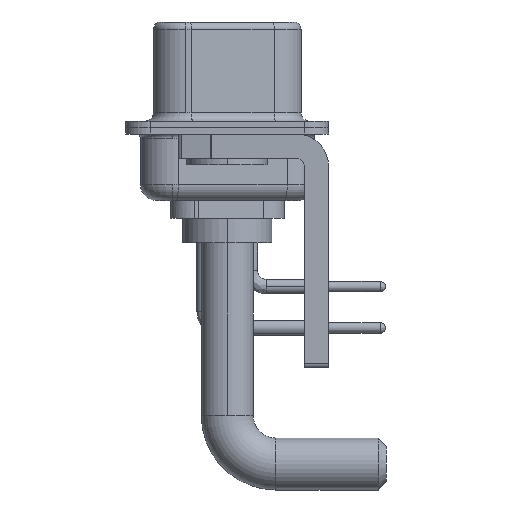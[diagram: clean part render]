
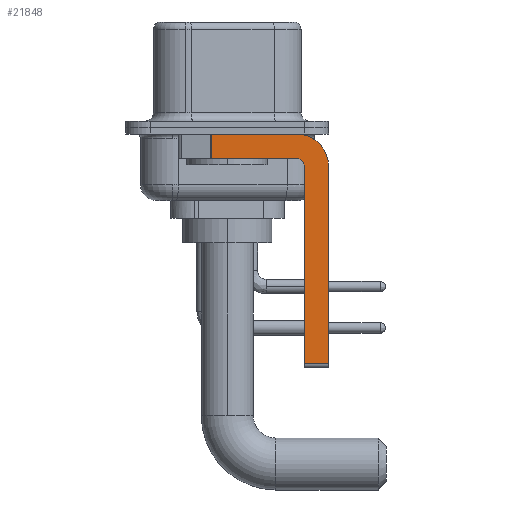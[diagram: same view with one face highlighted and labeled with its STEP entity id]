
A CAD part, left-side view. The second image highlights one B-rep face of the part: STEP entity #21848.
In plain terms, the highlighted planar face has unit normal (-1, 0, 0).
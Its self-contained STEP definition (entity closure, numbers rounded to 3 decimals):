
#193 = CARTESIAN_POINT ( 'NONE',  ( -2.9, -4.25, -0.4 ) ) ;
#707 = VECTOR ( 'NONE', #9272, 1000. ) ;
#1138 = EDGE_CURVE ( 'NONE', #20161, #14384, #15537, .T. ) ;
#1319 = LINE ( 'NONE', #1441, #11391 ) ;
#1441 = CARTESIAN_POINT ( 'NONE',  ( -2.9, -4.75, -14.8 ) ) ;
#1483 = CARTESIAN_POINT ( 'NONE',  ( -2.9, -4.25, -2.4 ) ) ;
#1919 = DIRECTION ( 'NONE',  ( 0., 0., -1. ) ) ;
#2107 = EDGE_CURVE ( 'NONE', #22396, #18056, #4392, .T. ) ;
#3399 = CARTESIAN_POINT ( 'NONE',  ( -2.9, -4.75, -14.55 ) ) ;
#3728 = CARTESIAN_POINT ( 'NONE',  ( -2.9, 0.978, -1.9 ) ) ;
#3885 = ORIENTED_EDGE ( 'NONE', *, *, #20800, .F. ) ;
#4213 = CIRCLE ( 'NONE', #9326, 2. ) ;
#4392 = LINE ( 'NONE', #11893, #13382 ) ;
#5951 = DIRECTION ( 'NONE',  ( 0., 1., 0. ) ) ;
#6132 = CARTESIAN_POINT ( 'NONE',  ( -2.9, -4.25, -2.4 ) ) ;
#6995 = VECTOR ( 'NONE', #5951, 1000. ) ;
#9272 = DIRECTION ( 'NONE',  ( 0., -1., 0. ) ) ;
#9326 = AXIS2_PLACEMENT_3D ( 'NONE', #19045, #15486, #10064 ) ;
#9392 = CARTESIAN_POINT ( 'NONE',  ( -2.9, -4.25, -14.55 ) ) ;
#9737 = VERTEX_POINT ( 'NONE', #193 ) ;
#10054 = VERTEX_POINT ( 'NONE', #3399 ) ;
#10064 = DIRECTION ( 'NONE',  ( 0., 0., -1. ) ) ;
#10181 = CIRCLE ( 'NONE', #10565, 0.5 ) ;
#10565 = AXIS2_PLACEMENT_3D ( 'NONE', #6132, #13662, #21152 ) ;
#11391 = VECTOR ( 'NONE', #19794, 1000. ) ;
#11702 = DIRECTION ( 'NONE',  ( 0., 0., -1. ) ) ;
#11726 = LINE ( 'NONE', #17425, #6995 ) ;
#11893 = CARTESIAN_POINT ( 'NONE',  ( -2.9, -6.25, -2.4 ) ) ;
#12151 = CARTESIAN_POINT ( 'NONE',  ( -2.9, -6.25, -14.55 ) ) ;
#12575 = AXIS2_PLACEMENT_3D ( 'NONE', #1483, #15029, #22272 ) ;
#13131 = EDGE_CURVE ( 'NONE', #20161, #9737, #21186, .T. ) ;
#13382 = VECTOR ( 'NONE', #1919, 1000. ) ;
#13662 = DIRECTION ( 'NONE',  ( -1., 0., 0. ) ) ;
#13693 = CARTESIAN_POINT ( 'NONE',  ( -2.9, 0.978, -1.9 ) ) ;
#13821 = DIRECTION ( 'NONE',  ( 0., -1., 0. ) ) ;
#14384 = VERTEX_POINT ( 'NONE', #3728 ) ;
#14523 = ORIENTED_EDGE ( 'NONE', *, *, #19956, .F. ) ;
#14524 = ORIENTED_EDGE ( 'NONE', *, *, #17902, .F. ) ;
#14562 = VECTOR ( 'NONE', #11702, 1000. ) ;
#15029 = DIRECTION ( 'NONE',  ( 1., 0., 0. ) ) ;
#15469 = ORIENTED_EDGE ( 'NONE', *, *, #13131, .F. ) ;
#15486 = DIRECTION ( 'NONE',  ( 1., 0., 0. ) ) ;
#15537 = LINE ( 'NONE', #13693, #14562 ) ;
#16767 = PLANE ( 'NONE',  #12575 ) ;
#17425 = CARTESIAN_POINT ( 'NONE',  ( -2.9, -4.25, -1.9 ) ) ;
#17902 = EDGE_CURVE ( 'NONE', #9737, #22396, #4213, .T. ) ;
#18040 = VERTEX_POINT ( 'NONE', #19534 ) ;
#18056 = VERTEX_POINT ( 'NONE', #12151 ) ;
#18586 = VECTOR ( 'NONE', #13821, 1000. ) ;
#19045 = CARTESIAN_POINT ( 'NONE',  ( -2.9, -4.25, -2.4 ) ) ;
#19534 = CARTESIAN_POINT ( 'NONE',  ( -2.9, -4.25, -1.9 ) ) ;
#19794 = DIRECTION ( 'NONE',  ( 0., 0., 1. ) ) ;
#19956 = EDGE_CURVE ( 'NONE', #18040, #14384, #11726, .T. ) ;
#19976 = ORIENTED_EDGE ( 'NONE', *, *, #2107, .F. ) ;
#20161 = VERTEX_POINT ( 'NONE', #21452 ) ;
#20308 = EDGE_CURVE ( 'NONE', #10054, #18056, #22179, .T. ) ;
#20800 = EDGE_CURVE ( 'NONE', #21939, #18040, #10181, .T. ) ;
#21054 = EDGE_LOOP ( 'NONE', ( #15469, #22129, #14523, #3885, #22123, #22040, #19976, #14524 ) ) ;
#21152 = DIRECTION ( 'NONE',  ( 0., 0., 1. ) ) ;
#21186 = LINE ( 'NONE', #22896, #18586 ) ;
#21452 = CARTESIAN_POINT ( 'NONE',  ( -2.9, 0.978, -0.4 ) ) ;
#21848 = ADVANCED_FACE ( 'NONE', ( #22157 ), #16767, .F. ) ;
#21939 = VERTEX_POINT ( 'NONE', #24251 ) ;
#22040 = ORIENTED_EDGE ( 'NONE', *, *, #20308, .T. ) ;
#22123 = ORIENTED_EDGE ( 'NONE', *, *, #22267, .F. ) ;
#22129 = ORIENTED_EDGE ( 'NONE', *, *, #1138, .T. ) ;
#22157 = FACE_OUTER_BOUND ( 'NONE', #21054, .T. ) ;
#22179 = LINE ( 'NONE', #9392, #707 ) ;
#22267 = EDGE_CURVE ( 'NONE', #10054, #21939, #1319, .T. ) ;
#22272 = DIRECTION ( 'NONE',  ( 0., 0., -1. ) ) ;
#22396 = VERTEX_POINT ( 'NONE', #23850 ) ;
#22896 = CARTESIAN_POINT ( 'NONE',  ( -2.9, 3., -0.4 ) ) ;
#23850 = CARTESIAN_POINT ( 'NONE',  ( -2.9, -6.25, -2.4 ) ) ;
#24251 = CARTESIAN_POINT ( 'NONE',  ( -2.9, -4.75, -2.4 ) ) ;
